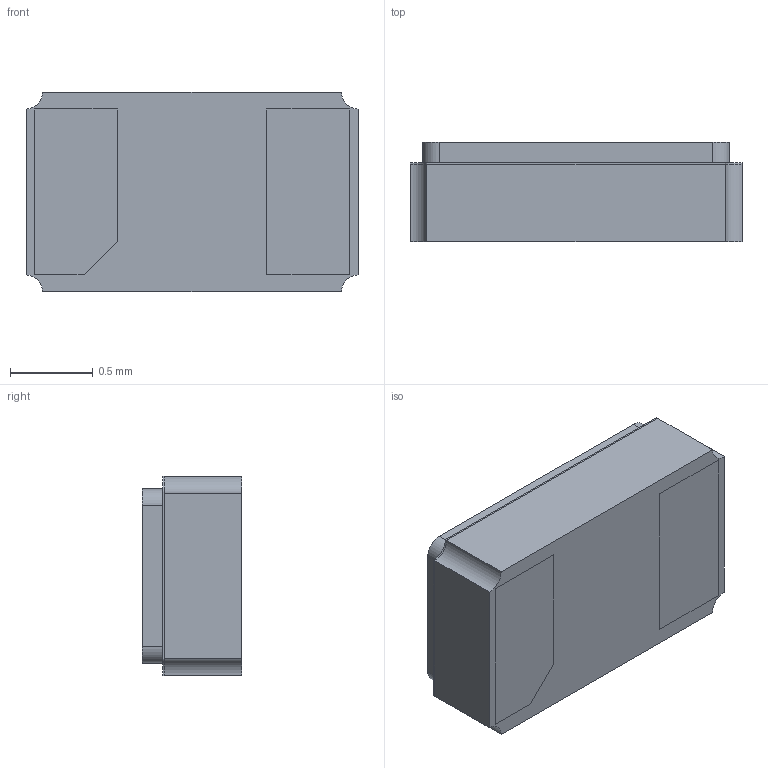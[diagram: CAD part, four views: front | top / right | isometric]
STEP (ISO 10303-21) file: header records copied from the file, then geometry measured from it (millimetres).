
FILE_DESCRIPTION (( 'STEP AP214' ), '1' );
FILE_NAME ('ECS-.327-12.5-12-C-TR.STEP', '2021-05-28T15:32:17', ( '' ), ( '' ), 'SwSTEP 2.0', 'SolidWorks 2017', '' );
FILE_SCHEMA (( 'AUTOMOTIVE_DESIGN' ));
Length unit declared in the file: millimetre
Products named in the file (1): ECS-.327-12.5-12-C-TR
Bounding box: 2 x 0.6 x 1.2 mm (x, y, z)
Volume: 1.4 mm3; surface area: 20.1 mm2
Topology: 5 solids, 5 shells, 54 faces, 126 edges, 84 vertices
Faces by surface type: plane 42, cylinder 12
Entity records: 1604 total; most frequent: CARTESIAN_POINT 265, DIRECTION 260, ORIENTED_EDGE 252, EDGE_CURVE 126, LINE 102, VECTOR 102, VERTEX_POINT 84, AXIS2_PLACEMENT_3D 79
